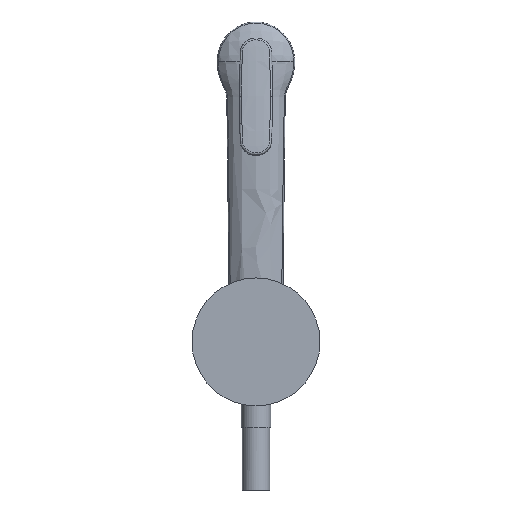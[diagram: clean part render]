
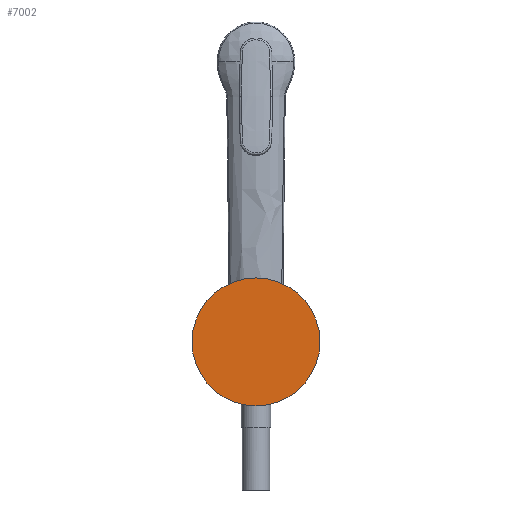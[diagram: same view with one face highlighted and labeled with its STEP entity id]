
A CAD part, left-side view. The second image highlights one B-rep face of the part: STEP entity #7002.
In plain terms, the highlighted planar face has unit normal (-1, 0, 0).
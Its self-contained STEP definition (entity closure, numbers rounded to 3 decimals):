
#1558=PLANE('',#8312);
#2948=ORIENTED_EDGE('',*,*,#4258,.F.);
#4258=EDGE_CURVE('',#5308,#5308,#5608,.T.);
#5308=VERTEX_POINT('',#25162);
#5608=CIRCLE('',#8310,32.5);
#6111=EDGE_LOOP('',(#2948));
#6634=FACE_BOUND('',#6111,.T.);
#7002=ADVANCED_FACE('',(#6634),#1558,.T.);
#8310=AXIS2_PLACEMENT_3D('',#25161,#9332,#9333);
#8312=AXIS2_PLACEMENT_3D('',#25164,#9336,#9337);
#9332=DIRECTION('',(1.,0.,0.));
#9333=DIRECTION('',(0.,0.,-1.));
#9336=DIRECTION('',(-1.,0.,0.));
#9337=DIRECTION('',(0.,0.,1.));
#25161=CARTESIAN_POINT('',(0.,0.,0.));
#25162=CARTESIAN_POINT('',(0.,0.,-32.5));
#25164=CARTESIAN_POINT('',(0.,0.,0.));
